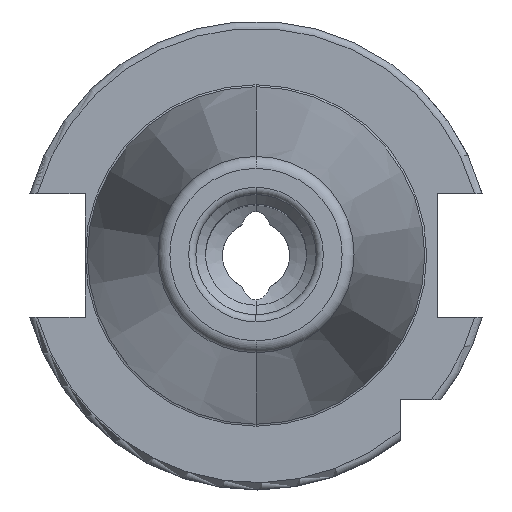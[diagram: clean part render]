
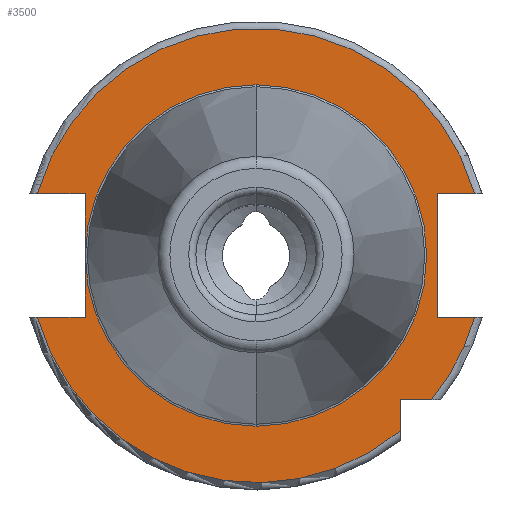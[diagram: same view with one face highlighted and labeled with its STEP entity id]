
A CAD part, top view. The second image highlights one B-rep face of the part: STEP entity #3500.
In plain terms, the highlighted planar face has unit normal (0, 0, 1).
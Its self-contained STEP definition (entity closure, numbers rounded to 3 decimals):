
#644=CARTESIAN_POINT('',(0,0,15.9));
#645=DIRECTION('',(0,0,1));
#646=DIRECTION('',(0.962,0.272,0));
#647=AXIS2_PLACEMENT_3D('',#644,#645,#646);
#695=CARTESIAN_POINT('',(0,0,15.9));
#696=DIRECTION('',(0,0,1));
#697=DIRECTION('',(-0.962,-0.272,0));
#698=AXIS2_PLACEMENT_3D('',#695,#696,#697);
#714=DIRECTION('',(1,0,0));
#715=VECTOR('',#714,9.969);
#716=CARTESIAN_POINT('',(-45.469,-12.85,15.9));
#717=LINE('',#716,#715);
#718=DIRECTION('',(0.,1,0));
#719=VECTOR('',#718,12.85);
#720=CARTESIAN_POINT('',(-35.5,-12.85,15.9));
#721=LINE('',#720,#719);
#722=DIRECTION('',(0.,1,0));
#723=VECTOR('',#722,12.85);
#724=CARTESIAN_POINT('',(-35.5,0,15.9));
#725=LINE('',#724,#723);
#726=DIRECTION('',(1,0,0));
#727=VECTOR('',#726,9.969);
#728=CARTESIAN_POINT('',(-45.469,12.85,15.9));
#729=LINE('',#728,#727);
#730=DIRECTION('',(-1,0,0));
#731=VECTOR('',#730,7.769);
#732=CARTESIAN_POINT('',(45.469,12.85,15.9));
#733=LINE('',#732,#731);
#734=DIRECTION('',(0,-1,0));
#735=VECTOR('',#734,25.7);
#736=CARTESIAN_POINT('',(37.7,12.85,15.9));
#737=LINE('',#736,#735);
#738=DIRECTION('',(-1,0,0));
#739=VECTOR('',#738,7.769);
#740=CARTESIAN_POINT('',(45.469,-12.85,15.9));
#741=LINE('',#740,#739);
#742=CARTESIAN_POINT('',(0,0,15.9));
#743=DIRECTION('',(0,0,1));
#744=DIRECTION('',(0.773,-0.635,0));
#745=AXIS2_PLACEMENT_3D('',#742,#743,#744);
#747=DIRECTION('',(-1,0,0));
#748=VECTOR('',#747,6.504);
#749=CARTESIAN_POINT('',(36.504,-30,15.9));
#750=LINE('',#749,#748);
#751=DIRECTION('',(0,1,0));
#752=VECTOR('',#751,6.504);
#753=CARTESIAN_POINT('',(30,-36.504,15.9));
#754=LINE('',#753,#752);
#755=CARTESIAN_POINT('',(0,0,15.9));
#756=DIRECTION('',(0,0,1));
#757=DIRECTION('',(0,1,0));
#758=AXIS2_PLACEMENT_3D('',#755,#756,#757);
#770=CARTESIAN_POINT('',(0,0,15.9));
#771=DIRECTION('',(0,0,1));
#772=DIRECTION('',(-1,0,0));
#773=AXIS2_PLACEMENT_3D('',#770,#771,#772);
#775=CARTESIAN_POINT('',(0,0,15.9));
#776=DIRECTION('',(0,0,-1));
#777=DIRECTION('',(0,1,0));
#778=AXIS2_PLACEMENT_3D('',#775,#776,#777);
#2416=CARTESIAN_POINT('',(0,35.5,15.9));
#2418=VERTEX_POINT('',#2416);
#2438=CARTESIAN_POINT('',(0,-35.5,15.9));
#2440=VERTEX_POINT('',#2438);
#2586=CARTESIAN_POINT('',(-45.469,-12.85,15.9));
#2587=CARTESIAN_POINT('',(-35.5,-12.85,15.9));
#2588=VERTEX_POINT('',#2586);
#2589=VERTEX_POINT('',#2587);
#2590=CARTESIAN_POINT('',(-35.5,0,15.9));
#2591=VERTEX_POINT('',#2590);
#2592=CARTESIAN_POINT('',(-35.5,12.85,15.9));
#2593=VERTEX_POINT('',#2592);
#2594=CARTESIAN_POINT('',(-45.469,12.85,15.9));
#2595=VERTEX_POINT('',#2594);
#2596=CARTESIAN_POINT('',(37.7,12.85,15.9));
#2597=CARTESIAN_POINT('',(37.7,-12.85,15.9));
#2598=VERTEX_POINT('',#2596);
#2599=VERTEX_POINT('',#2597);
#2600=CARTESIAN_POINT('',(45.469,-12.85,15.9));
#2601=VERTEX_POINT('',#2600);
#2602=CARTESIAN_POINT('',(45.469,12.85,15.9));
#2603=VERTEX_POINT('',#2602);
#2604=CARTESIAN_POINT('',(30,-36.504,15.9));
#2605=CARTESIAN_POINT('',(30,-30,15.9));
#2606=VERTEX_POINT('',#2604);
#2607=VERTEX_POINT('',#2605);
#2608=CARTESIAN_POINT('',(36.504,-30,15.9));
#2609=VERTEX_POINT('',#2608);
#3473=CARTESIAN_POINT('',(0,0,15.9));
#3474=DIRECTION('',(0,0,-1));
#3475=DIRECTION('',(0,-1,0));
#3476=AXIS2_PLACEMENT_3D('',#3473,#3474,#3475);
#3477=PLANE('',#3476);
#3478=ORIENTED_EDGE('',*,*,#2852,.T.);
#3479=ORIENTED_EDGE('',*,*,#2889,.T.);
#3481=ORIENTED_EDGE('',*,*,#3480,.T.);
#3483=ORIENTED_EDGE('',*,*,#3482,.F.);
#3485=ORIENTED_EDGE('',*,*,#3484,.T.);
#3486=ORIENTED_EDGE('',*,*,#2887,.T.);
#3487=ORIENTED_EDGE('',*,*,#2923,.F.);
#3488=ORIENTED_EDGE('',*,*,#3451,.F.);
#3490=ORIENTED_EDGE('',*,*,#3489,.T.);
#3492=ORIENTED_EDGE('',*,*,#3491,.T.);
#3493=ORIENTED_EDGE('',*,*,#2999,.F.);
#3494=ORIENTED_EDGE('',*,*,#3441,.F.);
#3495=ORIENTED_EDGE('',*,*,#3056,.T.);
#3496=ORIENTED_EDGE('',*,*,#3107,.F.);
#3497=ORIENTED_EDGE('',*,*,#3467,.F.);
#3498=EDGE_LOOP('',(#3478,#3479,#3481,#3483,#3485,#3486,#3487,#3488,#3490,#3492,
#3493,#3494,#3495,#3496,#3497));
#3499=FACE_OUTER_BOUND('',#3498,.F.);
#3500=ADVANCED_FACE('',(#3499),#3477,.F.);
#648=CIRCLE('',#647,47.25);
#699=CIRCLE('',#698,47.25);
#746=CIRCLE('',#745,47.25);
#759=CIRCLE('',#758,35.5);
#774=CIRCLE('',#773,35.5);
#779=CIRCLE('',#778,35.5);
#2852=EDGE_CURVE('',#2588,#2589,#717,.T.);
#2887=EDGE_CURVE('',#2591,#2593,#725,.T.);
#2889=EDGE_CURVE('',#2589,#2591,#721,.T.);
#2923=EDGE_CURVE('',#2595,#2593,#729,.T.);
#2999=EDGE_CURVE('',#2601,#2599,#741,.T.);
#3056=EDGE_CURVE('',#2609,#2607,#750,.T.);
#3107=EDGE_CURVE('',#2606,#2607,#754,.T.);
#3441=EDGE_CURVE('',#2609,#2601,#746,.T.);
#3451=EDGE_CURVE('',#2603,#2595,#648,.T.);
#3467=EDGE_CURVE('',#2588,#2606,#699,.T.);
#3480=EDGE_CURVE('',#2591,#2440,#774,.T.);
#3482=EDGE_CURVE('',#2418,#2440,#779,.T.);
#3484=EDGE_CURVE('',#2418,#2591,#759,.T.);
#3489=EDGE_CURVE('',#2603,#2598,#733,.T.);
#3491=EDGE_CURVE('',#2598,#2599,#737,.T.);
